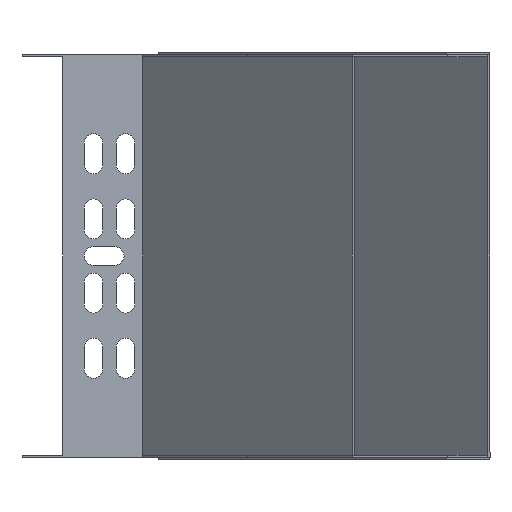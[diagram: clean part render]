
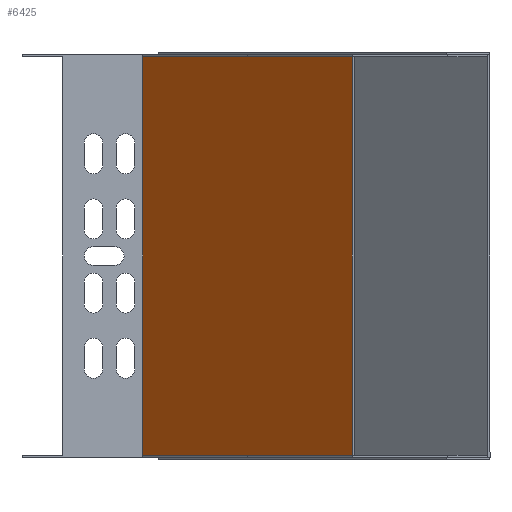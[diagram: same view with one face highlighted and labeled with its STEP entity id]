
A CAD part, front view. The second image highlights one B-rep face of the part: STEP entity #6425.
In plain terms, the highlighted planar face has unit normal (-0.707, -0.707, 0).
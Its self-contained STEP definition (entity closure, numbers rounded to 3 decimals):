
#22 = CARTESIAN_POINT ( 'NONE',  ( -50.86, -0.316, 45.829 ) ) ;
#61 = VERTEX_POINT ( 'NONE', #22 ) ;
#63 = DIRECTION ( 'NONE',  ( -0.707, 0.707, 0. ) ) ;
#349 = ORIENTED_EDGE ( 'NONE', *, *, #1909, .T. ) ;
#379 = DIRECTION ( 'NONE',  ( 0., 0., -1. ) ) ;
#920 = LINE ( 'NONE', #6176, #6157 ) ;
#1079 = VECTOR ( 'NONE', #5574, 1000. ) ;
#1136 = PLANE ( 'NONE',  #6122 ) ;
#1231 = VECTOR ( 'NONE', #5993, 1000. ) ;
#1403 = LINE ( 'NONE', #6651, #5054 ) ;
#1568 = ORIENTED_EDGE ( 'NONE', *, *, #1890, .T. ) ;
#1611 = CARTESIAN_POINT ( 'NONE',  ( -50.86, -0.316, 195.829 ) ) ;
#1631 = DIRECTION ( 'NONE',  ( 0.707, -0.707, 0. ) ) ;
#1653 = DIRECTION ( 'NONE',  ( -0.707, -0.707, 0. ) ) ;
#1785 = EDGE_CURVE ( 'NONE', #5097, #61, #3054, .T. ) ;
#1836 = EDGE_CURVE ( 'NONE', #2496, #4306, #5206, .T. ) ;
#1846 = EDGE_CURVE ( 'NONE', #4520, #2496, #1403, .T. ) ;
#1854 = EDGE_CURVE ( 'NONE', #4520, #2450, #2431, .T. ) ;
#1890 = EDGE_CURVE ( 'NONE', #2450, #5097, #6348, .T. ) ;
#1909 = EDGE_CURVE ( 'NONE', #61, #4306, #920, .T. ) ;
#2431 = LINE ( 'NONE', #3494, #1079 ) ;
#2450 = VERTEX_POINT ( 'NONE', #5185 ) ;
#2488 = DIRECTION ( 'NONE',  ( 0., 0., -1. ) ) ;
#2496 = VERTEX_POINT ( 'NONE', #4760 ) ;
#2559 = EDGE_LOOP ( 'NONE', ( #2593, #5210, #2747, #1568, #5526, #349 ) ) ;
#2593 = ORIENTED_EDGE ( 'NONE', *, *, #1836, .F. ) ;
#2747 = ORIENTED_EDGE ( 'NONE', *, *, #1854, .T. ) ;
#2834 = CARTESIAN_POINT ( 'NONE',  ( 27.976, -79.153, 195.829 ) ) ;
#3054 = LINE ( 'NONE', #6563, #4218 ) ;
#3494 = CARTESIAN_POINT ( 'NONE',  ( 27.979, -79.156, 195.829 ) ) ;
#3603 = VECTOR ( 'NONE', #63, 1000. ) ;
#3660 = CARTESIAN_POINT ( 'NONE',  ( -11.442, -39.734, 45.829 ) ) ;
#3927 = CARTESIAN_POINT ( 'NONE',  ( -50.86, -0.316, 195.829 ) ) ;
#4218 = VECTOR ( 'NONE', #379, 1000. ) ;
#4306 = VERTEX_POINT ( 'NONE', #3660 ) ;
#4462 = FACE_OUTER_BOUND ( 'NONE', #2559, .T. ) ;
#4520 = VERTEX_POINT ( 'NONE', #2834 ) ;
#4760 = CARTESIAN_POINT ( 'NONE',  ( 27.976, -79.153, 45.829 ) ) ;
#4947 = CARTESIAN_POINT ( 'NONE',  ( 27.979, -79.156, 45.829 ) ) ;
#5054 = VECTOR ( 'NONE', #2488, 1000. ) ;
#5097 = VERTEX_POINT ( 'NONE', #3927 ) ;
#5111 = DIRECTION ( 'NONE',  ( 0.707, -0.707, 0. ) ) ;
#5185 = CARTESIAN_POINT ( 'NONE',  ( -11.442, -39.734, 195.829 ) ) ;
#5206 = LINE ( 'NONE', #4947, #1231 ) ;
#5210 = ORIENTED_EDGE ( 'NONE', *, *, #1846, .F. ) ;
#5526 = ORIENTED_EDGE ( 'NONE', *, *, #1785, .T. ) ;
#5574 = DIRECTION ( 'NONE',  ( -0.707, 0.707, 0. ) ) ;
#5993 = DIRECTION ( 'NONE',  ( -0.707, 0.707, 0. ) ) ;
#6122 = AXIS2_PLACEMENT_3D ( 'NONE', #6734, #1653, #5111 ) ;
#6157 = VECTOR ( 'NONE', #1631, 1000. ) ;
#6176 = CARTESIAN_POINT ( 'NONE',  ( 27.979, -79.156, 45.829 ) ) ;
#6348 = LINE ( 'NONE', #1611, #3603 ) ;
#6425 = ADVANCED_FACE ( 'NONE', ( #4462 ), #1136, .T. ) ;
#6563 = CARTESIAN_POINT ( 'NONE',  ( -50.86, -0.316, 195.829 ) ) ;
#6651 = CARTESIAN_POINT ( 'NONE',  ( 27.976, -79.153, 195.829 ) ) ;
#6734 = CARTESIAN_POINT ( 'NONE',  ( 27.979, -79.156, 195.829 ) ) ;
